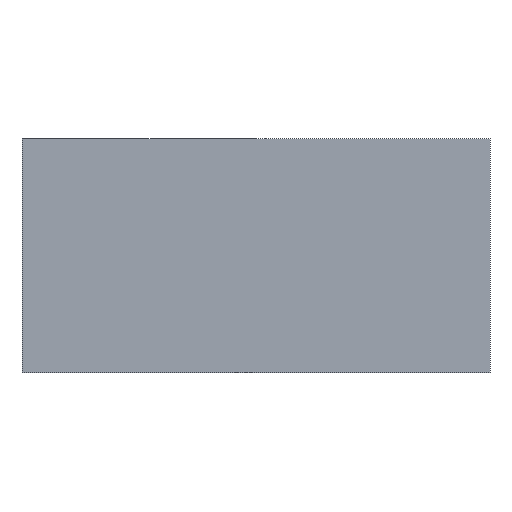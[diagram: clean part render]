
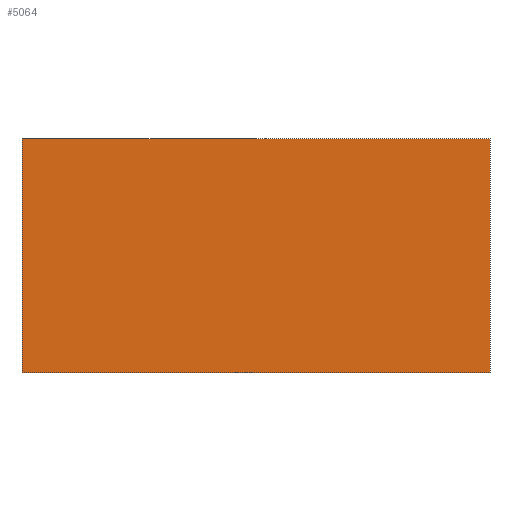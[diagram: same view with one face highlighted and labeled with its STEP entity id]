
A CAD part, left-side view. The second image highlights one B-rep face of the part: STEP entity #5064.
In plain terms, the highlighted planar face has unit normal (-1, 0, 0).
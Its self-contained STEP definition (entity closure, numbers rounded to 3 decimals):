
#1173 = ORIENTED_EDGE ( 'NONE', *, *, #5313, .T. ) ;
#1174 = ORIENTED_EDGE ( 'NONE', *, *, #5310, .F. ) ;
#1175 = ORIENTED_EDGE ( 'NONE', *, *, #5323, .F. ) ;
#1185 = ORIENTED_EDGE ( 'NONE', *, *, #5322, .T. ) ;
#1192 = EDGE_LOOP ( 'NONE', ( #1185, #1174, #1175, #1173 ) ) ;
#2229 = VERTEX_POINT ( 'NONE', #8203 ) ;
#2230 = VERTEX_POINT ( 'NONE', #8204 ) ;
#2231 = VERTEX_POINT ( 'NONE', #8205 ) ;
#2232 = VERTEX_POINT ( 'NONE', #8206 ) ;
#5064 = ADVANCED_FACE ( 'NONE', ( #8969 ), #9016, .F. ) ;
#5310 = EDGE_CURVE ( 'NONE', #2231, #2230, #12516, .T. ) ;
#5313 = EDGE_CURVE ( 'NONE', #2232, #2229, #12533, .T. ) ;
#5322 = EDGE_CURVE ( 'NONE', #2229, #2230, #12568, .T. ) ;
#5323 = EDGE_CURVE ( 'NONE', #2232, #2231, #12571, .T. ) ;
#8203 = CARTESIAN_POINT ( 'NONE',  ( -4.8, 2.5, -1.25 ) ) ;
#8204 = CARTESIAN_POINT ( 'NONE',  ( -4.8, -2.5, -1.25 ) ) ;
#8205 = CARTESIAN_POINT ( 'NONE',  ( -4.8, -2.5, 1.25 ) ) ;
#8206 = CARTESIAN_POINT ( 'NONE',  ( -4.8, 2.5, 1.25 ) ) ;
#8969 = FACE_OUTER_BOUND ( 'NONE', #1192, .T. ) ;
#8975 = AXIS2_PLACEMENT_3D ( 'NONE', #9017, #9018, #9019 ) ;
#9016 = PLANE ( 'NONE',  #8975 ) ;
#9017 = CARTESIAN_POINT ( 'NONE',  ( -4.8, 0., 1.25 ) ) ;
#9018 = DIRECTION ( 'NONE',  ( 1., 0., 0. ) ) ;
#9019 = DIRECTION ( 'NONE',  ( 0., 0., -1. ) ) ;
#12516 = LINE ( 'NONE', #12517, #12888 ) ;
#12517 = CARTESIAN_POINT ( 'NONE',  ( -4.8, -2.5, 1.25 ) ) ;
#12518 = DIRECTION ( 'NONE',  ( 0., 0., -1. ) ) ;
#12533 = LINE ( 'NONE', #12534, #12890 ) ;
#12534 = CARTESIAN_POINT ( 'NONE',  ( -4.8, 2.5, 1.25 ) ) ;
#12535 = DIRECTION ( 'NONE',  ( 0., 0., -1. ) ) ;
#12568 = LINE ( 'NONE', #12569, #12898 ) ;
#12569 = CARTESIAN_POINT ( 'NONE',  ( -4.8, 0., -1.25 ) ) ;
#12570 = DIRECTION ( 'NONE',  ( 0., -1., 0. ) ) ;
#12571 = LINE ( 'NONE', #12572, #12899 ) ;
#12572 = CARTESIAN_POINT ( 'NONE',  ( -4.8, 0., 1.25 ) ) ;
#12573 = DIRECTION ( 'NONE',  ( 0., -1., 0. ) ) ;
#12888 = VECTOR ( 'NONE', #12518, 1000. ) ;
#12890 = VECTOR ( 'NONE', #12535, 1000. ) ;
#12898 = VECTOR ( 'NONE', #12570, 1000. ) ;
#12899 = VECTOR ( 'NONE', #12573, 1000. ) ;
